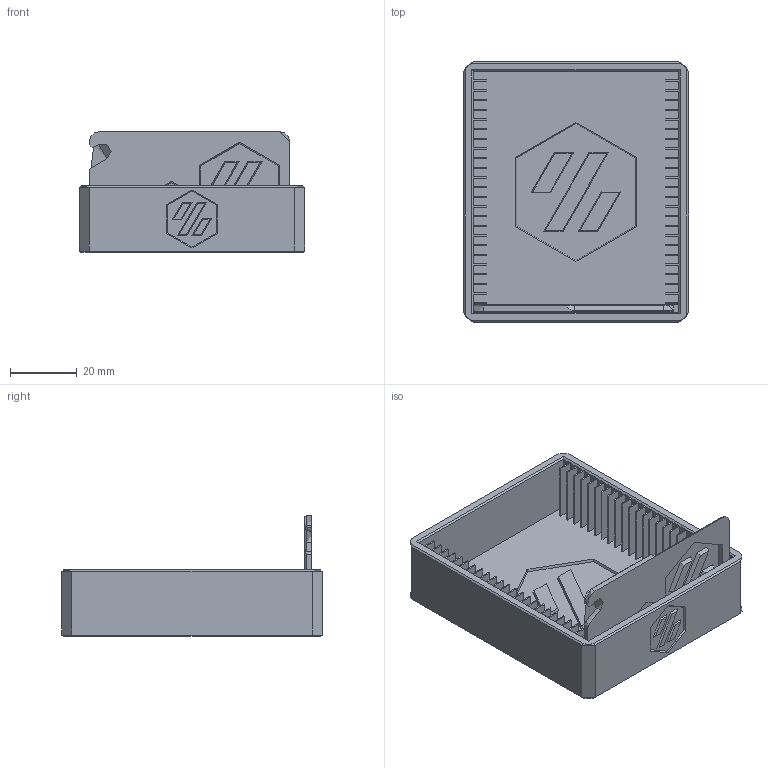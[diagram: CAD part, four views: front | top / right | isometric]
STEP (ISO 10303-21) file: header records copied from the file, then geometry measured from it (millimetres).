
FILE_DESCRIPTION(/* description */ (''),/* implementation_level */ '2;1');
FILE_NAME(/* name */ 'Voron_Filament_Card_and_Caddy.step',/* time_stamp */ '2023-04-03T10:37:47-07:00',/* author */ (''),/* organization */ (''),/* preprocessor_version */ 'ST-DEVELOPER v19.2',/* originating_system */ 'Autodesk Translation Framework v11.17.0.187',/* authorisation */ '');
FILE_SCHEMA (('AUTOMOTIVE_DESIGN { 1 0 10303 214 3 1 1 }'));
Length unit declared in the file: millimetre
Products named in the file (1): (Unsaved)
Bounding box: 67.5 x 78.1 x 36.2 mm (x, y, z)
Volume: 28940.8 mm3; surface area: 32339.9 mm2
Topology: 2 solids, 2 shells, 411 faces, 1035 edges, 644 vertices
Faces by surface type: plane 381, cone 18, cylinder 7, torus 4, bspline 1
Entity records: 12624 total; most frequent: CARTESIAN_POINT 2846, ORIENTED_EDGE 2070, DIRECTION 1851, EDGE_CURVE 1035, LINE 981, VECTOR 981, VERTEX_POINT 644, AXIS2_PLACEMENT_3D 435
